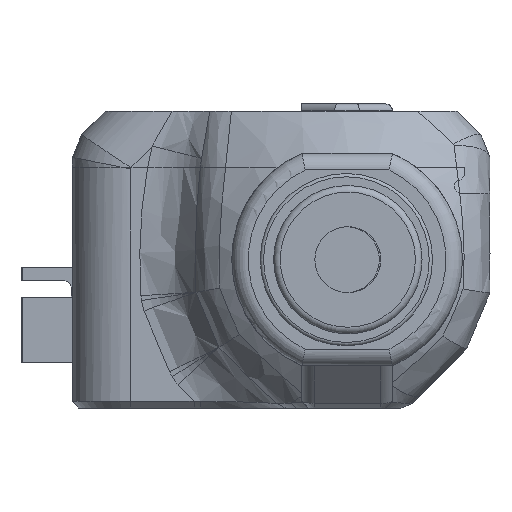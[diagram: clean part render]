
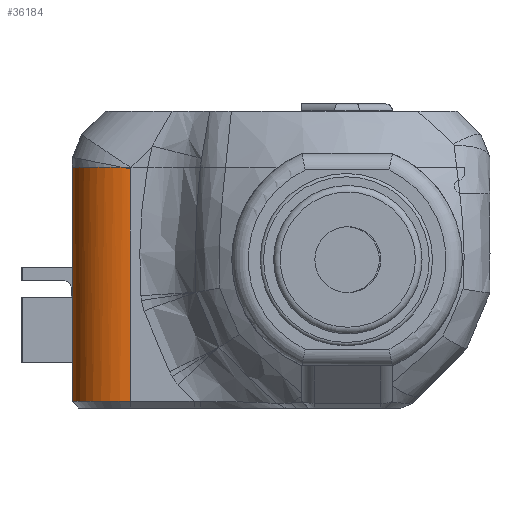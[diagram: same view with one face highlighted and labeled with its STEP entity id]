
A CAD part, front view. The second image highlights one B-rep face of the part: STEP entity #36184.
In plain terms, the highlighted cylindrical face has radius 3.5 mm (diameter 7 mm), a partial arc.
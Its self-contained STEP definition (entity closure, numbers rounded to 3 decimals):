
#1175=ELLIPSE('',#38644,3.569,3.5);
#4407=CYLINDRICAL_SURFACE('',#38643,3.5);
#6084=FACE_OUTER_BOUND('',#8171,.T.);
#8171=EDGE_LOOP('',(#32606,#32607,#32608,#32609,#32610));
#11291=LINE('',#62012,#14537);
#11407=LINE('',#63122,#14653);
#14537=VECTOR('',#45667,10.);
#14653=VECTOR('',#45937,10.);
#15412=CIRCLE('',#38531,3.5);
#15452=CIRCLE('',#38627,3.5);
#18261=VERTEX_POINT('',#61773);
#18262=VERTEX_POINT('',#61775);
#18345=VERTEX_POINT('',#62010);
#18440=VERTEX_POINT('',#62610);
#18470=VERTEX_POINT('',#63121);
#22995=EDGE_CURVE('',#18262,#18261,#15412,.T.);
#23098=EDGE_CURVE('',#18261,#18345,#11291,.T.);
#23233=EDGE_CURVE('',#18440,#18345,#15452,.T.);
#23293=EDGE_CURVE('',#18440,#18470,#11407,.T.);
#23294=EDGE_CURVE('',#18470,#18262,#1175,.T.);
#32606=ORIENTED_EDGE('',*,*,#23233,.F.);
#32607=ORIENTED_EDGE('',*,*,#23293,.T.);
#32608=ORIENTED_EDGE('',*,*,#23294,.T.);
#32609=ORIENTED_EDGE('',*,*,#22995,.T.);
#32610=ORIENTED_EDGE('',*,*,#23098,.T.);
#36184=ADVANCED_FACE('',(#6084),#4407,.T.);
#38531=AXIS2_PLACEMENT_3D('',#61776,#45520,#45521);
#38627=AXIS2_PLACEMENT_3D('',#62612,#45880,#45881);
#38643=AXIS2_PLACEMENT_3D('',#63120,#45935,#45936);
#38644=AXIS2_PLACEMENT_3D('',#63123,#45938,#45939);
#45520=DIRECTION('center_axis',(0.,0.,-1.));
#45521=DIRECTION('ref_axis',(-0.707,-0.707,0.));
#45667=DIRECTION('',(0.,0.,-1.));
#45880=DIRECTION('center_axis',(0.,0.,-1.));
#45881=DIRECTION('ref_axis',(-0.707,-0.707,0.));
#45935=DIRECTION('center_axis',(0.,0.,-1.));
#45936=DIRECTION('ref_axis',(-0.707,-0.707,0.));
#45937=DIRECTION('',(0.,0.,1.));
#45938=DIRECTION('center_axis',(-0.195,0.,
-0.981));
#45939=DIRECTION('ref_axis',(-0.981,0.,0.195));
#61773=CARTESIAN_POINT('',(-16.656,2.572,5.6));
#61775=CARTESIAN_POINT('',(-13.642,-0.894,5.6));
#61776=CARTESIAN_POINT('Origin',(-13.156,2.572,5.6));
#62010=CARTESIAN_POINT('',(-16.656,2.572,-8.6));
#62012=CARTESIAN_POINT('',(-16.656,2.572,-4.5));
#62610=CARTESIAN_POINT('',(-13.156,-0.928,-8.6));
#62612=CARTESIAN_POINT('Origin',(-13.156,2.572,-8.6));
#63120=CARTESIAN_POINT('Origin',(-13.156,2.572,-4.5));
#63121=CARTESIAN_POINT('',(-13.156,-0.928,5.504));
#63122=CARTESIAN_POINT('',(-13.156,-0.928,-4.5));
#63123=CARTESIAN_POINT('Origin',(-13.156,2.572,5.504));
